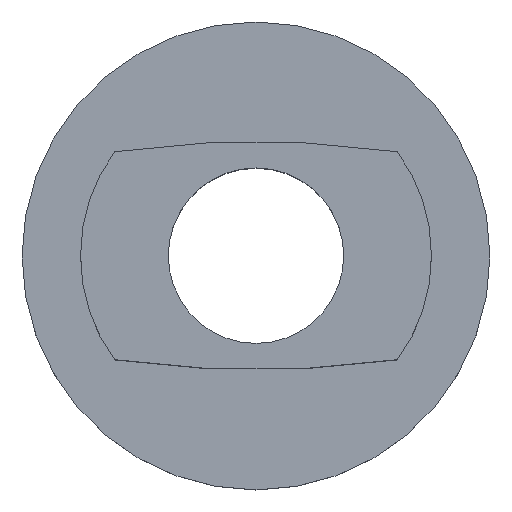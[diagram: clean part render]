
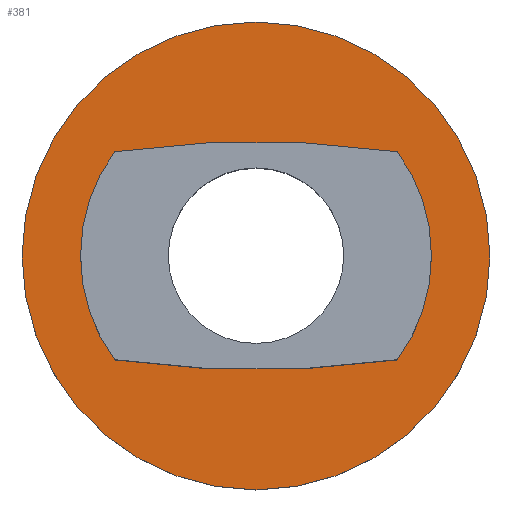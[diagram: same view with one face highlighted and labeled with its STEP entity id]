
A CAD part, top view. The second image highlights one B-rep face of the part: STEP entity #381.
In plain terms, the highlighted planar face has unit normal (0, 0, 1).
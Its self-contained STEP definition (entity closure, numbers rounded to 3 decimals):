
#9 = DIRECTION ( 'NONE',  ( 1., 0., 0. ) ) ;
#15 = AXIS2_PLACEMENT_3D ( 'NONE', #165, #284, #313 ) ;
#16 = CARTESIAN_POINT ( 'NONE',  ( 0., 0., 0. ) ) ;
#17 = FACE_BOUND ( 'NONE', #300, .T. ) ;
#18 = DIRECTION ( 'NONE',  ( 1., 0., 0. ) ) ;
#22 = VERTEX_POINT ( 'NONE', #283 ) ;
#32 = EDGE_CURVE ( 'NONE', #48, #227, #337, .T. ) ;
#42 = CARTESIAN_POINT ( 'NONE',  ( 4.834, 3.555, 0. ) ) ;
#43 = CARTESIAN_POINT ( 'NONE',  ( -4.834, 3.555, 0. ) ) ;
#48 = VERTEX_POINT ( 'NONE', #42 ) ;
#54 = EDGE_CURVE ( 'NONE', #229, #48, #160, .T. ) ;
#59 = EDGE_CURVE ( 'NONE', #22, #151, #369, .T. ) ;
#66 = ORIENTED_EDGE ( 'NONE', *, *, #272, .F. ) ;
#67 = DIRECTION ( 'NONE',  ( 0., 0., 1. ) ) ;
#70 = AXIS2_PLACEMENT_3D ( 'NONE', #16, #382, #315 ) ;
#71 = CARTESIAN_POINT ( 'NONE',  ( 0., 0., 0. ) ) ;
#73 = EDGE_LOOP ( 'NONE', ( #295, #388 ) ) ;
#81 = ORIENTED_EDGE ( 'NONE', *, *, #32, .T. ) ;
#82 = CARTESIAN_POINT ( 'NONE',  ( -6., 0., 0. ) ) ;
#84 = VERTEX_POINT ( 'NONE', #364 ) ;
#87 = CIRCLE ( 'NONE', #309, 8. ) ;
#97 = AXIS2_PLACEMENT_3D ( 'NONE', #103, #278, #267 ) ;
#103 = CARTESIAN_POINT ( 'NONE',  ( 0., 0., 0. ) ) ;
#108 = CIRCLE ( 'NONE', #367, 34. ) ;
#115 = AXIS2_PLACEMENT_3D ( 'NONE', #71, #67, #204 ) ;
#127 = CIRCLE ( 'NONE', #70, 6. ) ;
#131 = CARTESIAN_POINT ( 'NONE',  ( 0., 0., 0. ) ) ;
#149 = AXIS2_PLACEMENT_3D ( 'NONE', #233, #218, #256 ) ;
#151 = VERTEX_POINT ( 'NONE', #390 ) ;
#152 = DIRECTION ( 'NONE',  ( 0., 0., 1. ) ) ;
#160 = CIRCLE ( 'NONE', #149, 34. ) ;
#165 = CARTESIAN_POINT ( 'NONE',  ( 0., 0., 0. ) ) ;
#189 = CIRCLE ( 'NONE', #15, 6. ) ;
#191 = ORIENTED_EDGE ( 'NONE', *, *, #340, .F. ) ;
#202 = DIRECTION ( 'NONE',  ( 0., 0., 1. ) ) ;
#204 = DIRECTION ( 'NONE',  ( 1., 0., 0. ) ) ;
#205 = CARTESIAN_POINT ( 'NONE',  ( 0., 0., 0. ) ) ;
#215 = EDGE_CURVE ( 'NONE', #151, #22, #87, .T. ) ;
#218 = DIRECTION ( 'NONE',  ( 0., 0., -1. ) ) ;
#222 = CARTESIAN_POINT ( 'NONE',  ( 4.834, -3.555, 0. ) ) ;
#227 = VERTEX_POINT ( 'NONE', #222 ) ;
#229 = VERTEX_POINT ( 'NONE', #43 ) ;
#233 = CARTESIAN_POINT ( 'NONE',  ( 0., -30.1, 0. ) ) ;
#241 = DIRECTION ( 'NONE',  ( 1., 0., 0. ) ) ;
#256 = DIRECTION ( 'NONE',  ( 1., 0., 0. ) ) ;
#267 = DIRECTION ( 'NONE',  ( 1., 0., 0. ) ) ;
#272 = EDGE_CURVE ( 'NONE', #229, #389, #127, .T. ) ;
#273 = AXIS2_PLACEMENT_3D ( 'NONE', #205, #202, #18 ) ;
#278 = DIRECTION ( 'NONE',  ( 0., 0., -1. ) ) ;
#283 = CARTESIAN_POINT ( 'NONE',  ( 8., 0., 0. ) ) ;
#284 = DIRECTION ( 'NONE',  ( 0., 0., 1. ) ) ;
#295 = ORIENTED_EDGE ( 'NONE', *, *, #59, .T. ) ;
#299 = CARTESIAN_POINT ( 'NONE',  ( 0., 30.1, 0. ) ) ;
#300 = EDGE_LOOP ( 'NONE', ( #66, #350, #81, #376, #191 ) ) ;
#309 = AXIS2_PLACEMENT_3D ( 'NONE', #131, #321, #9 ) ;
#313 = DIRECTION ( 'NONE',  ( 1., 0., 0. ) ) ;
#315 = DIRECTION ( 'NONE',  ( 1., 0., 0. ) ) ;
#321 = DIRECTION ( 'NONE',  ( 0., 0., 1. ) ) ;
#324 = PLANE ( 'NONE',  #273 ) ;
#329 = FACE_OUTER_BOUND ( 'NONE', #73, .T. ) ;
#337 = CIRCLE ( 'NONE', #97, 6. ) ;
#340 = EDGE_CURVE ( 'NONE', #389, #84, #189, .T. ) ;
#350 = ORIENTED_EDGE ( 'NONE', *, *, #54, .T. ) ;
#364 = CARTESIAN_POINT ( 'NONE',  ( -4.834, -3.555, 0. ) ) ;
#367 = AXIS2_PLACEMENT_3D ( 'NONE', #299, #152, #241 ) ;
#369 = CIRCLE ( 'NONE', #115, 8. ) ;
#376 = ORIENTED_EDGE ( 'NONE', *, *, #398, .F. ) ;
#381 = ADVANCED_FACE ( 'NONE', ( #17, #329 ), #324, .T. ) ;
#382 = DIRECTION ( 'NONE',  ( 0., 0., 1. ) ) ;
#388 = ORIENTED_EDGE ( 'NONE', *, *, #215, .T. ) ;
#389 = VERTEX_POINT ( 'NONE', #82 ) ;
#390 = CARTESIAN_POINT ( 'NONE',  ( -8., 0., 0. ) ) ;
#398 = EDGE_CURVE ( 'NONE', #84, #227, #108, .T. ) ;
